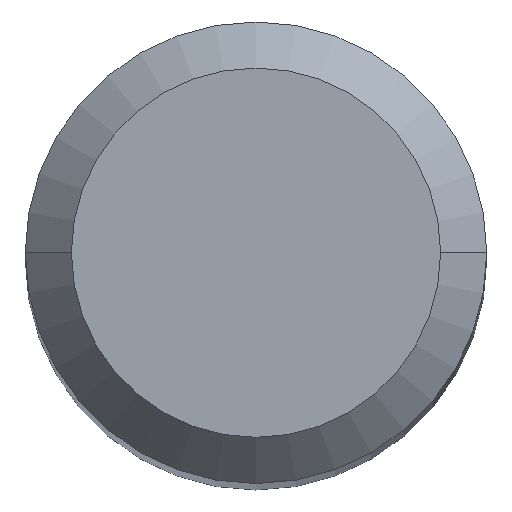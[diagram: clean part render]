
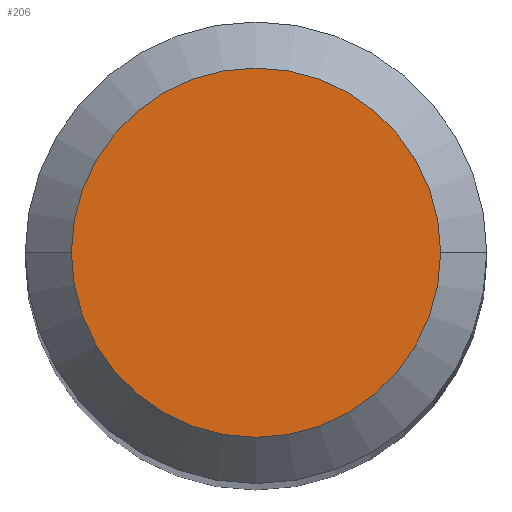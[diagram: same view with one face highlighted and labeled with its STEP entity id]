
A CAD part, top view. The second image highlights one B-rep face of the part: STEP entity #206.
In plain terms, the highlighted planar face has unit normal (0, 0, 1).
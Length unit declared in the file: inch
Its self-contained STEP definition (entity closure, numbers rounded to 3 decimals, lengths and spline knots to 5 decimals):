
#3 = ORIENTED_EDGE ( 'NONE', *, *, #151, .T. ) ;
#20 = CIRCLE ( 'NONE', #477, 0.05 ) ;
#28 = ORIENTED_EDGE ( 'NONE', *, *, #350, .T. ) ;
#31 = CARTESIAN_POINT ( 'NONE',  ( -0.05, 0., 0. ) ) ;
#34 = DIRECTION ( 'NONE',  ( 1., 0., 0. ) ) ;
#45 = CARTESIAN_POINT ( 'NONE',  ( 0.05, 0., 0. ) ) ;
#100 = VERTEX_POINT ( 'NONE', #45 ) ;
#117 = CARTESIAN_POINT ( 'NONE',  ( 0., 0., 0. ) ) ;
#128 = FACE_OUTER_BOUND ( 'NONE', #180, .T. ) ;
#145 = CARTESIAN_POINT ( 'NONE',  ( 0., 0., 0. ) ) ;
#151 = EDGE_CURVE ( 'NONE', #324, #100, #20, .T. ) ;
#166 = AXIS2_PLACEMENT_3D ( 'NONE', #404, #292, #411 ) ;
#177 = DIRECTION ( 'NONE',  ( 0., 0., 1. ) ) ;
#180 = EDGE_LOOP ( 'NONE', ( #3, #28 ) ) ;
#206 = ADVANCED_FACE ( 'NONE', ( #128 ), #369, .F. ) ;
#241 = AXIS2_PLACEMENT_3D ( 'NONE', #145, #177, #34 ) ;
#292 = DIRECTION ( 'NONE',  ( 0., 0., -1. ) ) ;
#319 = DIRECTION ( 'NONE',  ( 1., 0., 0. ) ) ;
#324 = VERTEX_POINT ( 'NONE', #31 ) ;
#350 = EDGE_CURVE ( 'NONE', #100, #324, #361, .T. ) ;
#358 = DIRECTION ( 'NONE',  ( 0., 0., 1. ) ) ;
#361 = CIRCLE ( 'NONE', #241, 0.05 ) ;
#369 = PLANE ( 'NONE',  #166 ) ;
#404 = CARTESIAN_POINT ( 'NONE',  ( 0., 0., 0. ) ) ;
#411 = DIRECTION ( 'NONE',  ( -1., 0., 0. ) ) ;
#477 = AXIS2_PLACEMENT_3D ( 'NONE', #117, #358, #319 ) ;
